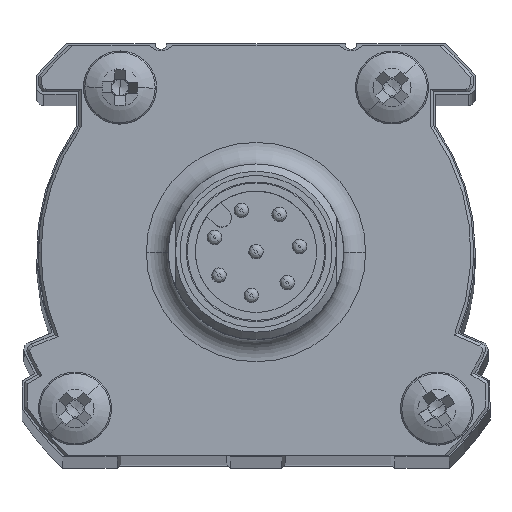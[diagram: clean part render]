
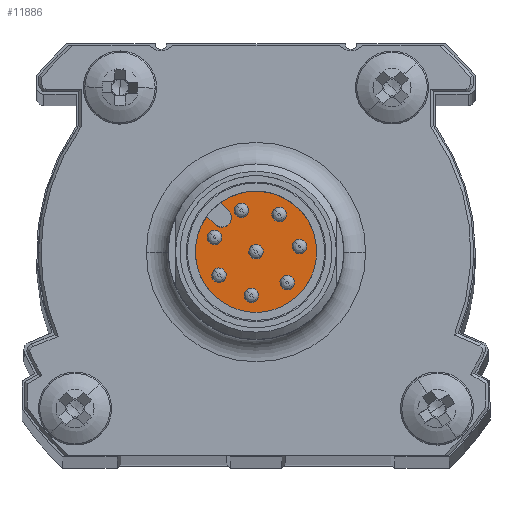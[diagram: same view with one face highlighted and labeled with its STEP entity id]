
A CAD part, top view. The second image highlights one B-rep face of the part: STEP entity #11886.
In plain terms, the highlighted planar face has unit normal (0, 0, 1).
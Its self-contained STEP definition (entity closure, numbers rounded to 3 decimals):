
#439 = EDGE_LOOP ( 'NONE', ( #7671, #16130, #16905, #10747, #10536 ) ) ;
#948 = DIRECTION ( 'NONE',  ( 0., 0., -1. ) ) ;
#1115 = EDGE_CURVE ( 'NONE', #10233, #16506, #4029, .T. ) ;
#2359 = FACE_OUTER_BOUND ( 'NONE', #439, .T. ) ;
#3134 = EDGE_CURVE ( 'NONE', #9315, #18400, #6626, .T. ) ;
#3554 = CARTESIAN_POINT ( 'NONE',  ( 0., 0., 355.732 ) ) ;
#4029 = CIRCLE ( 'NONE', #8499, 0.65 ) ;
#4085 = VECTOR ( 'NONE', #9506, 1000. ) ;
#4594 = CARTESIAN_POINT ( 'NONE',  ( 0., 0., 355.732 ) ) ;
#4722 = DIRECTION ( 'NONE',  ( -0.707, 0.707, 0. ) ) ;
#5002 = DIRECTION ( 'NONE',  ( -0.707, 0.707, 0. ) ) ;
#5234 = AXIS2_PLACEMENT_3D ( 'NONE', #8053, #948, #18437 ) ;
#5625 = VERTEX_POINT ( 'NONE', #14917 ) ;
#6574 = CARTESIAN_POINT ( 'NONE',  ( -2.333, 2.333, 355.732 ) ) ;
#6626 = CIRCLE ( 'NONE', #8730, 4.15 ) ;
#6806 = EDGE_CURVE ( 'NONE', #16506, #18400, #17815, .T. ) ;
#7671 = ORIENTED_EDGE ( 'NONE', *, *, #6806, .F. ) ;
#7694 = PLANE ( 'NONE',  #5234 ) ;
#7860 = CARTESIAN_POINT ( 'NONE',  ( -2.439, 3.358, 355.732 ) ) ;
#8053 = CARTESIAN_POINT ( 'NONE',  ( 0., 0., 355.732 ) ) ;
#8499 = AXIS2_PLACEMENT_3D ( 'NONE', #6574, #12281, #4722 ) ;
#8730 = AXIS2_PLACEMENT_3D ( 'NONE', #3554, #14873, #9259 ) ;
#8896 = DIRECTION ( 'NONE',  ( 0.707, -0.707, 0. ) ) ;
#9259 = DIRECTION ( 'NONE',  ( 0.707, -0.707, 0. ) ) ;
#9315 = VERTEX_POINT ( 'NONE', #16092 ) ;
#9506 = DIRECTION ( 'NONE',  ( 0.707, -0.707, 0. ) ) ;
#10233 = VERTEX_POINT ( 'NONE', #16595 ) ;
#10405 = DIRECTION ( 'NONE',  ( 0., 0., 1. ) ) ;
#10536 = ORIENTED_EDGE ( 'NONE', *, *, #3134, .T. ) ;
#10747 = ORIENTED_EDGE ( 'NONE', *, *, #16990, .T. ) ;
#11886 = ADVANCED_FACE ( 'NONE', ( #2359 ), #7694, .F. ) ;
#12281 = DIRECTION ( 'NONE',  ( 0., 0., 1. ) ) ;
#12303 = LINE ( 'NONE', #18008, #4085 ) ;
#12849 = EDGE_CURVE ( 'NONE', #5625, #10233, #12303, .T. ) ;
#14074 = CARTESIAN_POINT ( 'NONE',  ( -1.874, 2.793, 355.732 ) ) ;
#14767 = VECTOR ( 'NONE', #5002, 1000. ) ;
#14873 = DIRECTION ( 'NONE',  ( 0., 0., 1. ) ) ;
#14917 = CARTESIAN_POINT ( 'NONE',  ( -3.358, 2.439, 355.732 ) ) ;
#15762 = AXIS2_PLACEMENT_3D ( 'NONE', #4594, #10405, #8896 ) ;
#16092 = CARTESIAN_POINT ( 'NONE',  ( 2.934, -2.934, 355.732 ) ) ;
#16130 = ORIENTED_EDGE ( 'NONE', *, *, #1115, .F. ) ;
#16506 = VERTEX_POINT ( 'NONE', #14074 ) ;
#16595 = CARTESIAN_POINT ( 'NONE',  ( -2.793, 1.874, 355.732 ) ) ;
#16905 = ORIENTED_EDGE ( 'NONE', *, *, #12849, .F. ) ;
#16990 = EDGE_CURVE ( 'NONE', #5625, #9315, #18143, .T. ) ;
#17720 = CARTESIAN_POINT ( 'NONE',  ( -2.439, 3.358, 355.732 ) ) ;
#17815 = LINE ( 'NONE', #17720, #14767 ) ;
#18008 = CARTESIAN_POINT ( 'NONE',  ( -2.793, 1.874, 355.732 ) ) ;
#18143 = CIRCLE ( 'NONE', #15762, 4.15 ) ;
#18400 = VERTEX_POINT ( 'NONE', #7860 ) ;
#18437 = DIRECTION ( 'NONE',  ( 0.707, 0.707, 0. ) ) ;
